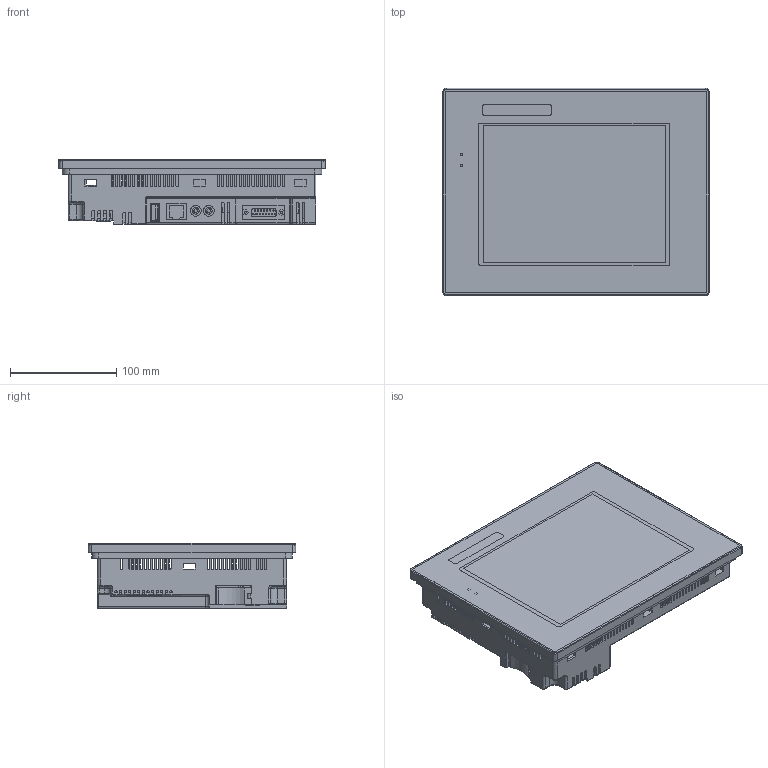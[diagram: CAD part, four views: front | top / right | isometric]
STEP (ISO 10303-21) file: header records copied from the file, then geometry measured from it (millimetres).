
FILE_DESCRIPTION (( 'STEP AP214' ), '1' );
FILE_NAME ('EA9-T8CL.STEP', '2015-02-17T16:09:19', ( '' ), ( '' ), 'SwSTEP 2.0', 'SolidWorks 2014', '' );
FILE_SCHEMA (( 'AUTOMOTIVE_DESIGN' ));
Length unit declared in the file: inch
Products named in the file (1): EA9-T8CL
Bounding box: 250.7 x 195.33 x 61.42 mm (x, y, z)
Volume: 509259.2 mm3; surface area: 330283.5 mm2
Topology: 8 solids, 8 shells, 1754 faces, 5143 edges, 3375 vertices
Faces by surface type: plane 936, cylinder 762, torus 44, bspline 9, sphere 3
Entity records: 61921 total; most frequent: CARTESIAN_POINT 10713, ORIENTED_EDGE 10264, DIRECTION 10127, EDGE_CURVE 5132, LINE 3569, VECTOR 3569, VERTEX_POINT 3375, AXIS2_PLACEMENT_3D 3279
